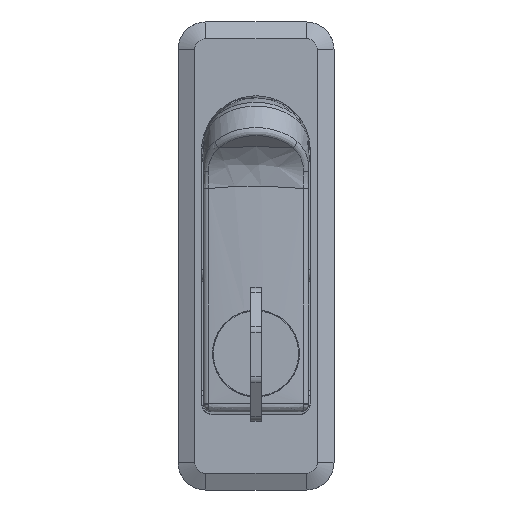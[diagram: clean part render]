
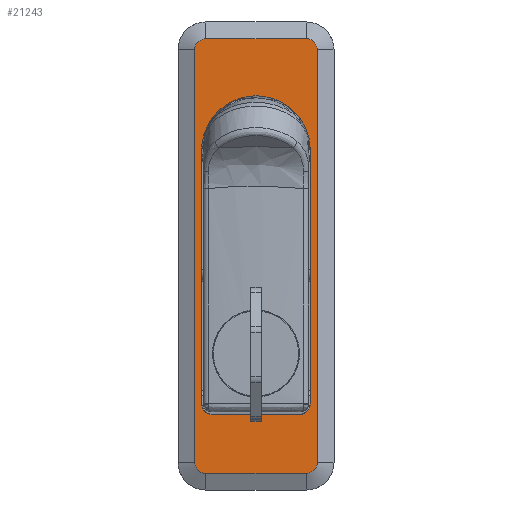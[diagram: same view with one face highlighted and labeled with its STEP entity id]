
A CAD part, front view. The second image highlights one B-rep face of the part: STEP entity #21243.
In plain terms, the highlighted free-form (B-spline) face has degree [1, 1] with [2, 2] control points.
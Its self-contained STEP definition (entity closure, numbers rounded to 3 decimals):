
#14509=CARTESIAN_POINT('',(-3.,-7.66,6.032));
#14510=VERTEX_POINT('',#14509);
#14516=CARTESIAN_POINT('',(-3.0,9.75,0.0));
#14517=VERTEX_POINT('',#14516);
#14518=CARTESIAN_POINT('',(-3.,-7.66,6.032));
#14519=CARTESIAN_POINT('',(-3.0,-4.732,9.75));
#14520=CARTESIAN_POINT('',(-3.0,0.0,9.75));
#14521=CARTESIAN_POINT('',(-3.0,9.75,9.75));
#14522=CARTESIAN_POINT('',(-3.0,9.75,0.0));
#14530=(BOUNDED_CURVE()B_SPLINE_CURVE(2,(#14518,#14519,#14520,#14521,#14522),.UNSPECIFIED.,.F.,.U.)B_SPLINE_CURVE_WITH_KNOTS((3,2,3),(0.214,0.5,1.0),.UNSPECIFIED.)CURVE()GEOMETRIC_REPRESENTATION_ITEM()RATIONAL_B_SPLINE_CURVE((0.857,0.833,1.0,0.707,1.0))REPRESENTATION_ITEM(''));
#14531=EDGE_CURVE('',#14510,#14517,#14530,.T.);
#14642=CARTESIAN_POINT('',(-3.0,-9.75,0.0));
#14643=VERTEX_POINT('',#14642);
#14649=CARTESIAN_POINT('',(-3.0,-9.75,0.0));
#14650=CARTESIAN_POINT('',(-3.,-9.75,3.378));
#14651=CARTESIAN_POINT('',(-3.,-7.66,6.032));
#14659=(BOUNDED_CURVE()B_SPLINE_CURVE(2,(#14649,#14650,#14651),.UNSPECIFIED.,.F.,.U.)B_SPLINE_CURVE_WITH_KNOTS((3,3),(0.0,0.214),.UNSPECIFIED.)CURVE()GEOMETRIC_REPRESENTATION_ITEM()RATIONAL_B_SPLINE_CURVE((1.0,0.874,0.857))REPRESENTATION_ITEM(''));
#14660=EDGE_CURVE('',#14643,#14510,#14659,.T.);
#16633=CARTESIAN_POINT('',(-3.0,9.75,-45.5));
#16634=VERTEX_POINT('',#16633);
#16640=CARTESIAN_POINT('',(-3.0,7.75,-47.5));
#16641=VERTEX_POINT('',#16640);
#16642=CARTESIAN_POINT('',(-3.0,7.75,-47.5));
#16643=CARTESIAN_POINT('',(-3.0,9.75,-47.5));
#16644=CARTESIAN_POINT('',(-3.0,9.75,-45.5));
#16652=(BOUNDED_CURVE()B_SPLINE_CURVE(2,(#16642,#16643,#16644),.UNSPECIFIED.,.F.,.U.)CURVE()GEOMETRIC_REPRESENTATION_ITEM()QUASI_UNIFORM_CURVE()RATIONAL_B_SPLINE_CURVE((1.0,0.707,1.0))REPRESENTATION_ITEM(''));
#16653=EDGE_CURVE('',#16641,#16634,#16652,.T.);
#16704=CARTESIAN_POINT('',(-3.0,-7.75,-47.5));
#16705=VERTEX_POINT('',#16704);
#16711=CARTESIAN_POINT('',(-3.0,-9.75,-45.5));
#16712=VERTEX_POINT('',#16711);
#16713=CARTESIAN_POINT('',(-3.0,-9.75,-45.5));
#16714=CARTESIAN_POINT('',(-3.0,-9.75,-47.5));
#16715=CARTESIAN_POINT('',(-3.0,-7.75,-47.5));
#16723=(BOUNDED_CURVE()B_SPLINE_CURVE(2,(#16713,#16714,#16715),.UNSPECIFIED.,.F.,.U.)CURVE()GEOMETRIC_REPRESENTATION_ITEM()QUASI_UNIFORM_CURVE()RATIONAL_B_SPLINE_CURVE((1.0,0.707,1.0))REPRESENTATION_ITEM(''));
#16724=EDGE_CURVE('',#16712,#16705,#16723,.T.);
#19524=CARTESIAN_POINT('',(-3.0,-9.0,20.0));
#19525=VERTEX_POINT('',#19524);
#19540=CARTESIAN_POINT('',(-3.0,9.0,20.0));
#19541=VERTEX_POINT('',#19540);
#19547=CARTESIAN_POINT('',(-3.0,-9.0,20.0));
#19548=CARTESIAN_POINT('',(-3.0,9.0,20.0));
#19549=QUASI_UNIFORM_CURVE('',1,(#19547,#19548),.UNSPECIFIED.,.F.,.U.);
#19550=EDGE_CURVE('',#19525,#19541,#19549,.T.);
#19571=CARTESIAN_POINT('',(-3.0,11.0,18.0));
#19572=VERTEX_POINT('',#19571);
#19578=CARTESIAN_POINT('',(-3.0,9.0,20.0));
#19579=CARTESIAN_POINT('',(-3.0,11.0,20.));
#19580=CARTESIAN_POINT('',(-3.0,11.0,18.0));
#19588=(BOUNDED_CURVE()B_SPLINE_CURVE(2,(#19578,#19579,#19580),.UNSPECIFIED.,.F.,.U.)CURVE()GEOMETRIC_REPRESENTATION_ITEM()QUASI_UNIFORM_CURVE()RATIONAL_B_SPLINE_CURVE((1.0,0.707,1.0))REPRESENTATION_ITEM(''));
#19589=EDGE_CURVE('',#19541,#19572,#19588,.T.);
#19622=CARTESIAN_POINT('',(-3.0,-11.0,18.0));
#19623=VERTEX_POINT('',#19622);
#19645=CARTESIAN_POINT('',(-3.0,-11.0,18.0));
#19646=CARTESIAN_POINT('',(-3.0,-11.0,20.));
#19647=CARTESIAN_POINT('',(-3.0,-9.0,20.0));
#19655=(BOUNDED_CURVE()B_SPLINE_CURVE(2,(#19645,#19646,#19647),.UNSPECIFIED.,.F.,.U.)CURVE()GEOMETRIC_REPRESENTATION_ITEM()QUASI_UNIFORM_CURVE()RATIONAL_B_SPLINE_CURVE((1.0,0.707,1.0))REPRESENTATION_ITEM(''));
#19656=EDGE_CURVE('',#19623,#19525,#19655,.T.);
#19668=CARTESIAN_POINT('',(-3.0,11.0,-56.0));
#19669=VERTEX_POINT('',#19668);
#19675=CARTESIAN_POINT('',(-3.0,11.0,18.0));
#19676=CARTESIAN_POINT('',(-3.0,11.0,-56.0));
#19677=QUASI_UNIFORM_CURVE('',1,(#19675,#19676),.UNSPECIFIED.,.F.,.U.);
#19678=EDGE_CURVE('',#19572,#19669,#19677,.T.);
#19694=CARTESIAN_POINT('',(-3.0,-11.0,-56.0));
#19695=VERTEX_POINT('',#19694);
#19709=CARTESIAN_POINT('',(-3.0,-11.0,-56.0));
#19710=CARTESIAN_POINT('',(-3.0,-11.0,18.0));
#19711=QUASI_UNIFORM_CURVE('',1,(#19709,#19710),.UNSPECIFIED.,.F.,.U.);
#19712=EDGE_CURVE('',#19695,#19623,#19711,.T.);
#19733=CARTESIAN_POINT('',(-3.0,9.0,-58.0));
#19734=VERTEX_POINT('',#19733);
#19740=CARTESIAN_POINT('',(-3.0,11.0,-56.0));
#19741=CARTESIAN_POINT('',(-3.0,11.0,-58.0));
#19742=CARTESIAN_POINT('',(-3.0,9.0,-58.0));
#19750=(BOUNDED_CURVE()B_SPLINE_CURVE(2,(#19740,#19741,#19742),.UNSPECIFIED.,.F.,.U.)CURVE()GEOMETRIC_REPRESENTATION_ITEM()QUASI_UNIFORM_CURVE()RATIONAL_B_SPLINE_CURVE((1.0,0.707,1.0))REPRESENTATION_ITEM(''));
#19751=EDGE_CURVE('',#19669,#19734,#19750,.T.);
#19784=CARTESIAN_POINT('',(-3.0,-9.0,-58.0));
#19785=VERTEX_POINT('',#19784);
#19807=CARTESIAN_POINT('',(-3.0,-9.0,-58.0));
#19808=CARTESIAN_POINT('',(-3.0,-11.0,-58.0));
#19809=CARTESIAN_POINT('',(-3.0,-11.0,-56.0));
#19817=(BOUNDED_CURVE()B_SPLINE_CURVE(2,(#19807,#19808,#19809),.UNSPECIFIED.,.F.,.U.)CURVE()GEOMETRIC_REPRESENTATION_ITEM()QUASI_UNIFORM_CURVE()RATIONAL_B_SPLINE_CURVE((1.0,0.707,1.0))REPRESENTATION_ITEM(''));
#19818=EDGE_CURVE('',#19785,#19695,#19817,.T.);
#19835=CARTESIAN_POINT('',(-3.0,9.0,-58.0));
#19836=CARTESIAN_POINT('',(-3.0,-9.0,-58.0));
#19837=QUASI_UNIFORM_CURVE('',1,(#19835,#19836),.UNSPECIFIED.,.F.,.U.);
#19838=EDGE_CURVE('',#19734,#19785,#19837,.T.);
#19924=CARTESIAN_POINT('',(-3.0,-9.75,-45.5));
#19925=CARTESIAN_POINT('',(-3.0,-9.75,0.0));
#19926=QUASI_UNIFORM_CURVE('',1,(#19924,#19925),.UNSPECIFIED.,.F.,.U.);
#19927=EDGE_CURVE('',#16712,#14643,#19926,.T.);
#19987=CARTESIAN_POINT('',(-3.0,9.75,-45.5));
#19988=CARTESIAN_POINT('',(-3.0,9.75,0.0));
#19989=QUASI_UNIFORM_CURVE('',1,(#19987,#19988),.UNSPECIFIED.,.F.,.U.);
#19990=EDGE_CURVE('',#16634,#14517,#19989,.T.);
#20083=CARTESIAN_POINT('',(-3.0,7.75,-47.5));
#20084=CARTESIAN_POINT('',(-3.0,-7.75,-47.5));
#20085=QUASI_UNIFORM_CURVE('',1,(#20083,#20084),.UNSPECIFIED.,.F.,.U.);
#20086=EDGE_CURVE('',#16641,#16705,#20085,.T.);
#21219=CARTESIAN_POINT('',(-3.0,12.099,23.896));
#21220=CARTESIAN_POINT('',(-3.0,-12.099,23.896));
#21221=CARTESIAN_POINT('',(-3.0,12.099,-61.896));
#21222=CARTESIAN_POINT('',(-3.0,-12.099,-61.896));
#21223=B_SPLINE_SURFACE_WITH_KNOTS('',1,1,((#21219,#21221),(#21220,#21222)),.UNSPECIFIED.,.F.,.F.,.U.,(2,2),(2,2),(0.0,24.198),(0.0,85.792),.UNSPECIFIED.);
#21224=ORIENTED_EDGE('',*,*,#19656,.T.);
#21225=ORIENTED_EDGE('',*,*,#19550,.T.);
#21226=ORIENTED_EDGE('',*,*,#19589,.T.);
#21227=ORIENTED_EDGE('',*,*,#19678,.T.);
#21228=ORIENTED_EDGE('',*,*,#19751,.T.);
#21229=ORIENTED_EDGE('',*,*,#19838,.T.);
#21230=ORIENTED_EDGE('',*,*,#19818,.T.);
#21231=ORIENTED_EDGE('',*,*,#19712,.T.);
#21232=EDGE_LOOP('',(#21224,#21225,#21226,#21227,#21228,#21229,#21230,#21231));
#21233=FACE_OUTER_BOUND('',#21232,.T.);
#21234=ORIENTED_EDGE('',*,*,#19927,.F.);
#21235=ORIENTED_EDGE('',*,*,#16724,.T.);
#21236=ORIENTED_EDGE('',*,*,#20086,.F.);
#21237=ORIENTED_EDGE('',*,*,#16653,.T.);
#21238=ORIENTED_EDGE('',*,*,#19990,.T.);
#21239=ORIENTED_EDGE('',*,*,#14531,.F.);
#21240=ORIENTED_EDGE('',*,*,#14660,.F.);
#21241=EDGE_LOOP('',(#21234,#21235,#21236,#21237,#21238,#21239,#21240));
#21242=FACE_BOUND('',#21241,.T.);
#21243=ADVANCED_FACE('',(#21233,#21242),#21223,.F.);
